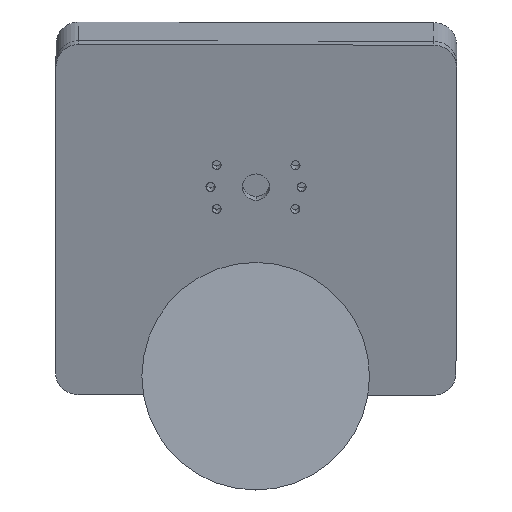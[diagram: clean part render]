
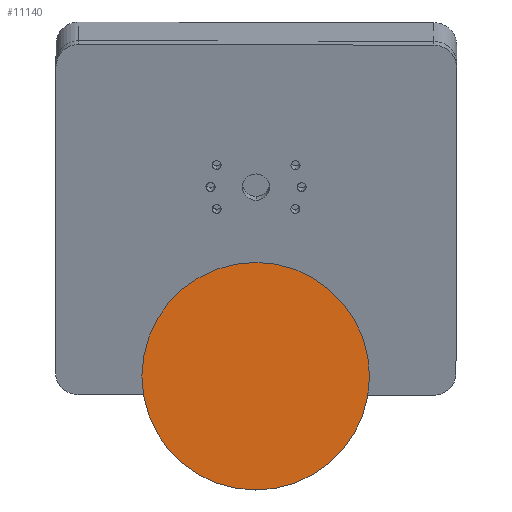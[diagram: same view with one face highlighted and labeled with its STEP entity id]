
A CAD part, front view. The second image highlights one B-rep face of the part: STEP entity #11140.
In plain terms, the highlighted planar face has unit normal (0, -1, 0).
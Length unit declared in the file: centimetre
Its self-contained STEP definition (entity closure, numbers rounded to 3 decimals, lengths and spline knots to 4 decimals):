
#1410 = DIRECTION ( 'NONE',  ( 0., 1., 0. ) ) ;
#2734 = EDGE_CURVE ( 'NONE', #8118, #5171, #5922, .T. ) ;
#5171 = VERTEX_POINT ( 'NONE', #34416 ) ;
#5922 = CIRCLE ( 'NONE', #25929, 2.5 ) ;
#7877 = ORIENTED_EDGE ( 'NONE', *, *, #49323, .F. ) ;
#8118 = VERTEX_POINT ( 'NONE', #34419 ) ;
#11061 = CIRCLE ( 'NONE', #28701, 2.5 ) ;
#11140 = ADVANCED_FACE ( 'NONE', ( #41073 ), #33057, .F. ) ;
#16941 = CARTESIAN_POINT ( 'NONE',  ( 0., 0., 0. ) ) ;
#23091 = DIRECTION ( 'NONE',  ( 0., 1., 0. ) ) ;
#25929 = AXIS2_PLACEMENT_3D ( 'NONE', #16941, #1410, #36039 ) ;
#26017 = CARTESIAN_POINT ( 'NONE',  ( 0., 0., 0. ) ) ;
#28701 = AXIS2_PLACEMENT_3D ( 'NONE', #45913, #23091, #42168 ) ;
#32120 = EDGE_LOOP ( 'NONE', ( #36495, #7877 ) ) ;
#33057 = PLANE ( 'NONE',  #34175 ) ;
#33311 = DIRECTION ( 'NONE',  ( 0., 1., 0. ) ) ;
#34175 = AXIS2_PLACEMENT_3D ( 'NONE', #26017, #33311, #49084 ) ;
#34416 = CARTESIAN_POINT ( 'NONE',  ( 0., 0., 2.5 ) ) ;
#34419 = CARTESIAN_POINT ( 'NONE',  ( 0., 0., -2.5 ) ) ;
#36039 = DIRECTION ( 'NONE',  ( 0., 0., 1. ) ) ;
#36495 = ORIENTED_EDGE ( 'NONE', *, *, #2734, .F. ) ;
#41073 = FACE_OUTER_BOUND ( 'NONE', #32120, .T. ) ;
#42168 = DIRECTION ( 'NONE',  ( 0., 0., 1. ) ) ;
#45913 = CARTESIAN_POINT ( 'NONE',  ( 0., 0., 0. ) ) ;
#49084 = DIRECTION ( 'NONE',  ( 0., 0., 1. ) ) ;
#49323 = EDGE_CURVE ( 'NONE', #5171, #8118, #11061, .T. ) ;
